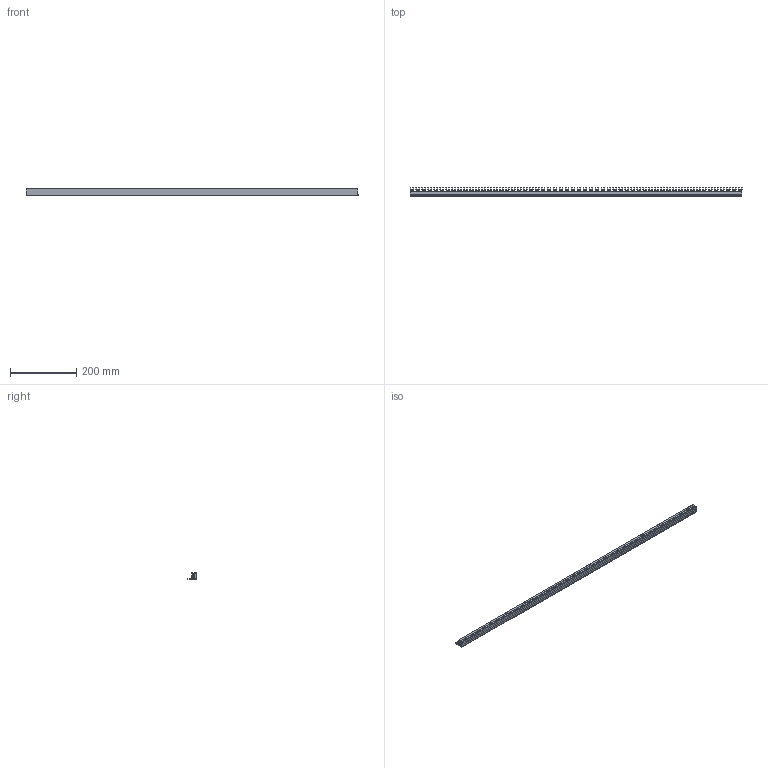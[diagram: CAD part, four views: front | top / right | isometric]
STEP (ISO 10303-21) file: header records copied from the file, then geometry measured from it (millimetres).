
FILE_DESCRIPTION((''),'2;1');
FILE_NAME('4P_ASM','2024-06-14T',('dell'),(''),'PRO/ENGINEER BY PARAMETRIC TECHNOLOGY CORPORATION, 2013230','PRO/ENGINEER BY PARAMETRIC TECHNOLOGY CORPORATION, 2013230','');
FILE_SCHEMA(('AUTOMOTIVE_DESIGN { 1 0 10303 214 1 1 1 1 }'));
Length unit declared in the file: millimetre
Products named in the file (1): 4P_ASM
Bounding box: 1001 x 27 x 20.32 mm (x, y, z)
Volume: 218416.7 mm3; surface area: 182723.6 mm2
Topology: 1 solids, 1 shells, 1474 faces, 4304 edges, 2832 vertices
Faces by surface type: plane 808, cylinder 666
Entity records: 48990 total; most frequent: CARTESIAN_POINT 8612, ORIENTED_EDGE 8608, DIRECTION 8584, EDGE_CURVE 4304, VECTOR 2972, LINE 2972, VERTEX_POINT 2832, AXIS2_PLACEMENT_3D 2806
